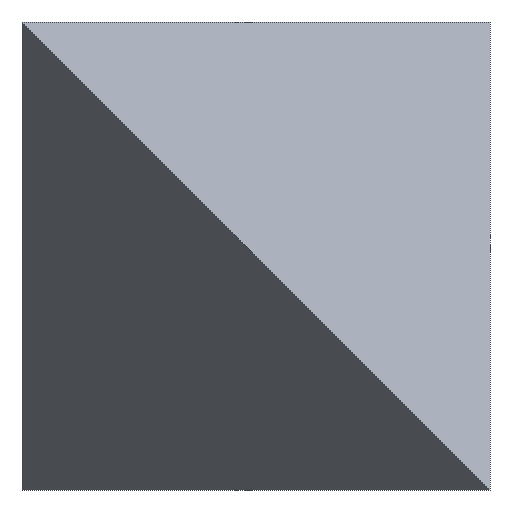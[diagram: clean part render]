
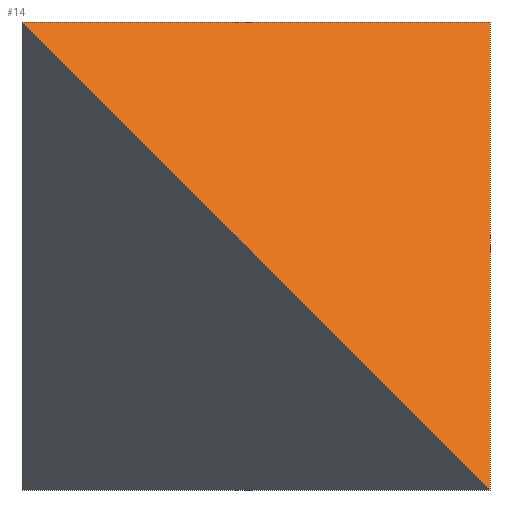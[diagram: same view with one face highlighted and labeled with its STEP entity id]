
A CAD part, front view. The second image highlights one B-rep face of the part: STEP entity #14.
In plain terms, the highlighted planar face has unit normal (0.577, -0.577, 0.577).
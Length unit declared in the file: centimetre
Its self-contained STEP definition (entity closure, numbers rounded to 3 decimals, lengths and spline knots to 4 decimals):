
#14=ADVANCED_FACE('',(#18),#54,.T.);
#18=FACE_OUTER_BOUND('',#22,.T.);
#22=EDGE_LOOP('',(#26,#27,#28));
#26=ORIENTED_EDGE('',*,*,#38,.T.);
#27=ORIENTED_EDGE('',*,*,#43,.T.);
#28=ORIENTED_EDGE('',*,*,#39,.T.);
#38=EDGE_CURVE('',#50,#51,#44,.T.);
#39=EDGE_CURVE('',#52,#50,#45,.T.);
#43=EDGE_CURVE('',#51,#52,#49,.T.);
#44=B_SPLINE_CURVE_WITH_KNOTS('',1,(#168,#169),.UNSPECIFIED.,.F.,.F.,(2,
2),(0.,2.8284),.UNSPECIFIED.);
#45=B_SPLINE_CURVE_WITH_KNOTS('',1,(#170,#171),.UNSPECIFIED.,.F.,.F.,(2,
2),(0.,2.8284),.UNSPECIFIED.);
#49=B_SPLINE_CURVE_WITH_KNOTS('',1,(#178,#179),.UNSPECIFIED.,.F.,.F.,(2,
2),(-2.8284,0.),.UNSPECIFIED.);
#50=VERTEX_POINT('',#164);
#51=VERTEX_POINT('',#165);
#52=VERTEX_POINT('',#166);
#54=PLANE('',#146);
#146=AXIS2_PLACEMENT_3D('',#160,#153,$);
#153=DIRECTION('',(0.577,-0.577,0.577));
#160=CARTESIAN_POINT('',(-1.03,-1.02,1.01));
#164=CARTESIAN_POINT('',(-1.,-1.,1.));
#165=CARTESIAN_POINT('',(1.,-1.,-1.));
#166=CARTESIAN_POINT('',(1.,1.,1.));
#168=CARTESIAN_POINT('',(-1.,-1.,1.));
#169=CARTESIAN_POINT('',(1.,-1.,-1.));
#170=CARTESIAN_POINT('',(1.,1.,1.));
#171=CARTESIAN_POINT('',(-1.,-1.,1.));
#178=CARTESIAN_POINT('',(1.,-1.,-1.));
#179=CARTESIAN_POINT('',(1.,1.,1.));
